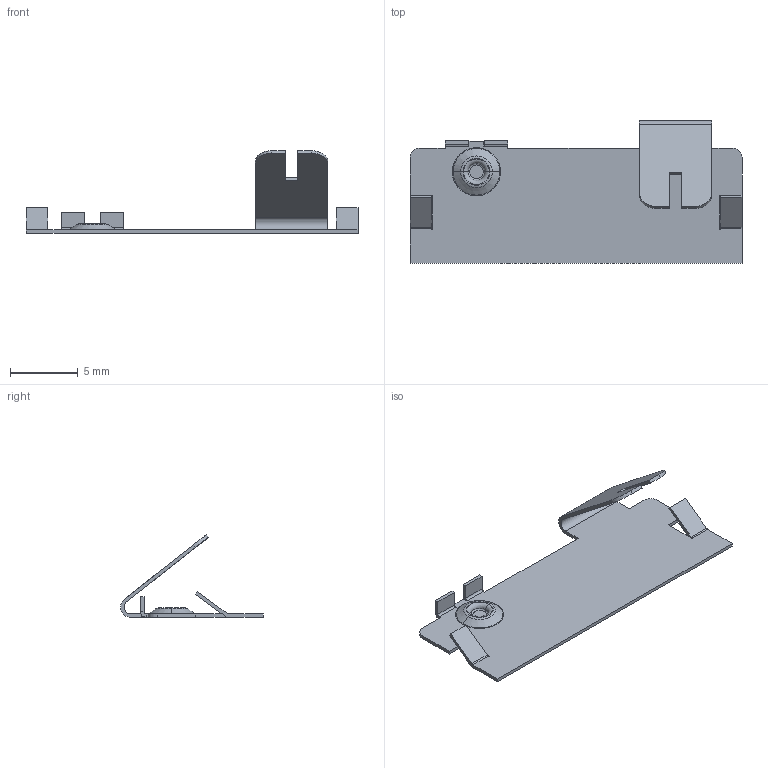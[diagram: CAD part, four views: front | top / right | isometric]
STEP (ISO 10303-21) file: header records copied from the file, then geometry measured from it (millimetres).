
FILE_DESCRIPTION (( 'STEP AP214' ), '1' );
FILE_NAME ('SN-T7-02A.STEP', '2020-02-05T08:13:54', ( '' ), ( '' ), 'SwSTEP 2.0', 'SolidWorks 2017', '' );
FILE_SCHEMA (( 'AUTOMOTIVE_DESIGN' ));
Length unit declared in the file: millimetre
Products named in the file (1): SN-T7-02A
Bounding box: 24.51 x 10.54 x 6.1 mm (x, y, z)
Volume: 67.7 mm3; surface area: 571.3 mm2
Topology: 1 solids, 1 shells, 92 faces, 230 edges, 144 vertices
Faces by surface type: plane 58, torus 16, cylinder 14, cone 4
Entity records: 2756 total; most frequent: DIRECTION 488, CARTESIAN_POINT 467, ORIENTED_EDGE 460, EDGE_CURVE 230, AXIS2_PLACEMENT_3D 165, VECTOR 158, LINE 158, VERTEX_POINT 144
